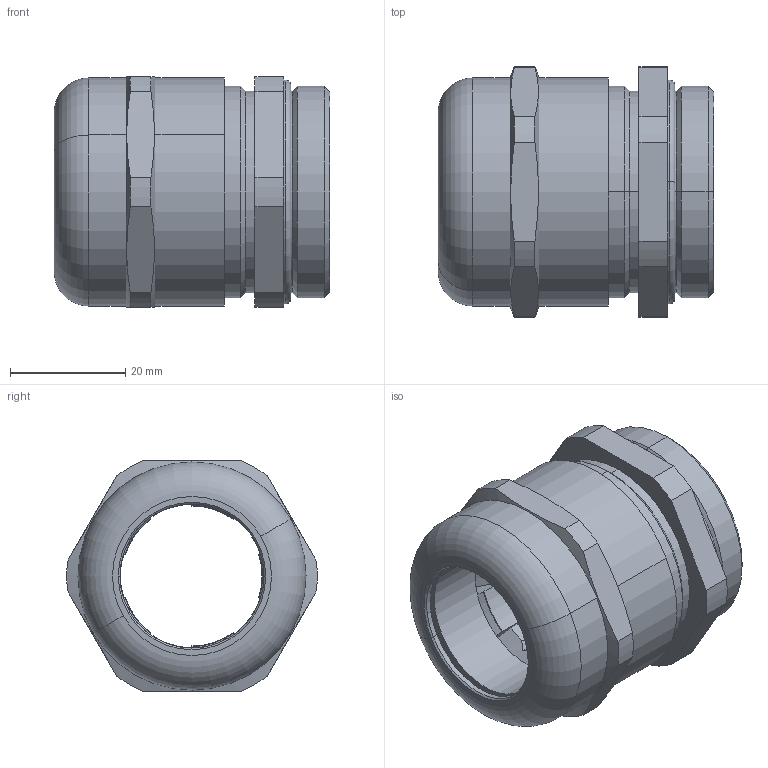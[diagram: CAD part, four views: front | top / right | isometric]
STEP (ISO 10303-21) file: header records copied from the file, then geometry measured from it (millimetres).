
FILE_DESCRIPTION (( 'STEP AP203' ), '1' );
FILE_NAME ('R1202900.STEP', '2018-03-13T15:25:23', ( '' ), ( '' ), 'SwSTEP 2.0', 'SolidWorks 2015', '' );
FILE_SCHEMA (( 'CONFIG_CONTROL_DESIGN' ));
Length unit declared in the file: millimetre
Products named in the file (6): D1229470; D1329070; D1229070; d9029705; D9229105-Ø35mm; R1202900
Assembly tree (5 placements, depth 2):
  R1202900
    D1229470
    D1229070
    D1329070
    d9029705
    D9229105-Ø35mm
Bounding box: 47.85 x 43.47 x 40 mm (x, y, z)
Volume: 27375.9 mm3; surface area: 22354.7 mm2
Topology: 5 solids, 5 shells, 177 faces, 456 edges, 292 vertices
Faces by surface type: plane 70, cylinder 55, cone 39, torus 13
Entity records: 6148 total; most frequent: CARTESIAN_POINT 1067, DIRECTION 992, ORIENTED_EDGE 912, EDGE_CURVE 456, AXIS2_PLACEMENT_3D 377, VERTEX_POINT 292, LINE 238, VECTOR 238
